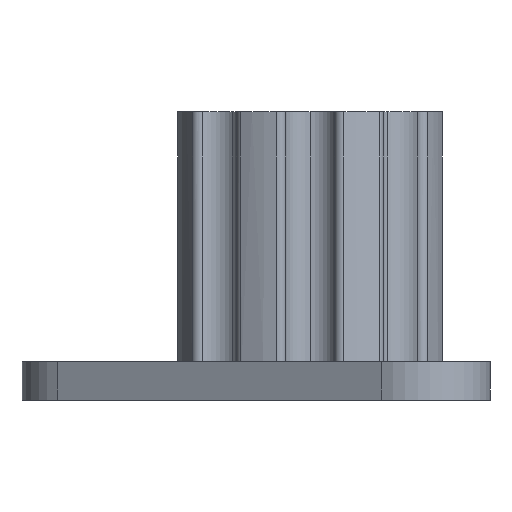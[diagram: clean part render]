
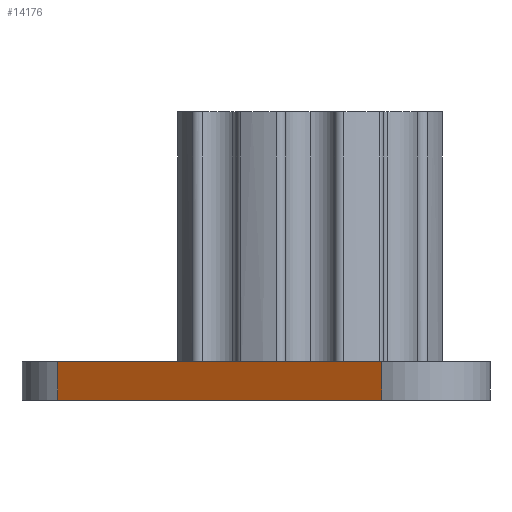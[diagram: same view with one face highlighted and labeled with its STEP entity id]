
A CAD part, front view. The second image highlights one B-rep face of the part: STEP entity #14176.
In plain terms, the highlighted planar face has unit normal (-0.5, -0.866, 0).
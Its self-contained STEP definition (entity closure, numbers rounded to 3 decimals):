
#6284 = PLANE('',#6285);
#6285 = AXIS2_PLACEMENT_3D('',#6286,#6287,#6288);
#6286 = CARTESIAN_POINT('',(38.1,0.,5.08));
#6287 = DIRECTION('',(0.,0.,1.));
#6288 = DIRECTION('',(1.,0.,0.));
#13511 = VERTEX_POINT('',#13512);
#13512 = CARTESIAN_POINT('',(-33.375,-8.198,5.08));
#13533 = CYLINDRICAL_SURFACE('',#13534,9.5);
#13534 = AXIS2_PLACEMENT_3D('',#13535,#13536,#13537);
#13535 = CARTESIAN_POINT('',(-28.575,0.,0.));
#13536 = DIRECTION('',(0.,0.,-1.));
#13537 = DIRECTION('',(1.,0.,0.));
#13545 = EDGE_CURVE('',#13546,#13511,#13548,.T.);
#13546 = VERTEX_POINT('',#13547);
#13547 = CARTESIAN_POINT('',(9.485,-32.943,5.08));
#13548 = SURFACE_CURVE('',#13549,(#13553,#13559),.PCURVE_S1.);
#13549 = LINE('',#13550,#13551);
#13550 = CARTESIAN_POINT('',(-8.347,-22.648,5.08));
#13551 = VECTOR('',#13552,1.);
#13552 = DIRECTION('',(-0.866,0.5,0.));
#13553 = PCURVE('',#6284,#13554);
#13554 = DEFINITIONAL_REPRESENTATION('',(#13555),#13558);
#13555 = B_SPLINE_CURVE_WITH_KNOTS('',1,(#13556,#13557),.UNSPECIFIED.,
  .F.,.F.,(2,2),(-25.539,33.849),
  .PIECEWISE_BEZIER_KNOTS.);
#13556 = CARTESIAN_POINT('',(-24.329,-35.418));
#13557 = CARTESIAN_POINT('',(-75.761,-5.724));
#13558 = ( GEOMETRIC_REPRESENTATION_CONTEXT(2) 
PARAMETRIC_REPRESENTATION_CONTEXT() REPRESENTATION_CONTEXT('2D SPACE',''
  ) );
#13559 = PCURVE('',#13560,#13565);
#13560 = PLANE('',#13561);
#13561 = AXIS2_PLACEMENT_3D('',#13562,#13563,#13564);
#13562 = CARTESIAN_POINT('',(-33.375,-8.198,0.));
#13563 = DIRECTION('',(0.5,0.866,0.));
#13564 = DIRECTION('',(0.866,-0.5,0.));
#13565 = DEFINITIONAL_REPRESENTATION('',(#13566),#13569);
#13566 = B_SPLINE_CURVE_WITH_KNOTS('',1,(#13567,#13568),.UNSPECIFIED.,
  .F.,.F.,(2,2),(-25.539,33.849),
  .PIECEWISE_BEZIER_KNOTS.);
#13567 = CARTESIAN_POINT('',(54.439,-5.08));
#13568 = CARTESIAN_POINT('',(-4.949,-5.08));
#13569 = ( GEOMETRIC_REPRESENTATION_CONTEXT(2) 
PARAMETRIC_REPRESENTATION_CONTEXT() REPRESENTATION_CONTEXT('2D SPACE',''
  ) );
#13592 = CYLINDRICAL_SURFACE('',#13593,9.5);
#13593 = AXIS2_PLACEMENT_3D('',#13594,#13595,#13596);
#13594 = CARTESIAN_POINT('',(14.288,-24.747,0.));
#13595 = DIRECTION('',(0.,0.,-1.));
#13596 = DIRECTION('',(1.,0.,0.));
#13894 = VERTEX_POINT('',#13895);
#13895 = CARTESIAN_POINT('',(-33.375,-8.198,0.));
#13912 = PLANE('',#13913);
#13913 = AXIS2_PLACEMENT_3D('',#13914,#13915,#13916);
#13914 = CARTESIAN_POINT('',(38.1,0.,0.));
#13915 = DIRECTION('',(0.,0.,1.));
#13916 = DIRECTION('',(1.,0.,0.));
#13928 = EDGE_CURVE('',#13894,#13511,#13929,.T.);
#13929 = SURFACE_CURVE('',#13930,(#13934,#13941),.PCURVE_S1.);
#13930 = LINE('',#13931,#13932);
#13931 = CARTESIAN_POINT('',(-33.375,-8.198,0.));
#13932 = VECTOR('',#13933,1.);
#13933 = DIRECTION('',(0.,0.,1.));
#13934 = PCURVE('',#13533,#13935);
#13935 = DEFINITIONAL_REPRESENTATION('',(#13936),#13940);
#13936 = LINE('',#13937,#13938);
#13937 = CARTESIAN_POINT('',(2.1,0.));
#13938 = VECTOR('',#13939,1.);
#13939 = DIRECTION('',(0.,-1.));
#13940 = ( GEOMETRIC_REPRESENTATION_CONTEXT(2) 
PARAMETRIC_REPRESENTATION_CONTEXT() REPRESENTATION_CONTEXT('2D SPACE',''
  ) );
#13941 = PCURVE('',#13560,#13942);
#13942 = DEFINITIONAL_REPRESENTATION('',(#13943),#13947);
#13943 = LINE('',#13944,#13945);
#13944 = CARTESIAN_POINT('',(0.,0.));
#13945 = VECTOR('',#13946,1.);
#13946 = DIRECTION('',(0.,-1.));
#13947 = ( GEOMETRIC_REPRESENTATION_CONTEXT(2) 
PARAMETRIC_REPRESENTATION_CONTEXT() REPRESENTATION_CONTEXT('2D SPACE',''
  ) );
#14127 = VERTEX_POINT('',#14128);
#14128 = CARTESIAN_POINT('',(9.485,-32.943,0.));
#14156 = EDGE_CURVE('',#14127,#13546,#14157,.T.);
#14157 = SURFACE_CURVE('',#14158,(#14162,#14169),.PCURVE_S1.);
#14158 = LINE('',#14159,#14160);
#14159 = CARTESIAN_POINT('',(9.485,-32.943,0.));
#14160 = VECTOR('',#14161,1.);
#14161 = DIRECTION('',(0.,0.,1.));
#14162 = PCURVE('',#13592,#14163);
#14163 = DEFINITIONAL_REPRESENTATION('',(#14164),#14168);
#14164 = LINE('',#14165,#14166);
#14165 = CARTESIAN_POINT('',(2.101,0.));
#14166 = VECTOR('',#14167,1.);
#14167 = DIRECTION('',(0.,-1.));
#14168 = ( GEOMETRIC_REPRESENTATION_CONTEXT(2) 
PARAMETRIC_REPRESENTATION_CONTEXT() REPRESENTATION_CONTEXT('2D SPACE',''
  ) );
#14169 = PCURVE('',#13560,#14170);
#14170 = DEFINITIONAL_REPRESENTATION('',(#14171),#14175);
#14171 = LINE('',#14172,#14173);
#14172 = CARTESIAN_POINT('',(49.49,0.));
#14173 = VECTOR('',#14174,1.);
#14174 = DIRECTION('',(0.,-1.));
#14175 = ( GEOMETRIC_REPRESENTATION_CONTEXT(2) 
PARAMETRIC_REPRESENTATION_CONTEXT() REPRESENTATION_CONTEXT('2D SPACE',''
  ) );
#14176 = ADVANCED_FACE('',(#14177),#13560,.F.);
#14177 = FACE_BOUND('',#14178,.F.);
#14178 = EDGE_LOOP('',(#14179,#14200,#14201,#14202));
#14179 = ORIENTED_EDGE('',*,*,#14180,.F.);
#14180 = EDGE_CURVE('',#13894,#14127,#14181,.T.);
#14181 = SURFACE_CURVE('',#14182,(#14186,#14193),.PCURVE_S1.);
#14182 = LINE('',#14183,#14184);
#14183 = CARTESIAN_POINT('',(-33.375,-8.198,0.));
#14184 = VECTOR('',#14185,1.);
#14185 = DIRECTION('',(0.866,-0.5,0.));
#14186 = PCURVE('',#13560,#14187);
#14187 = DEFINITIONAL_REPRESENTATION('',(#14188),#14192);
#14188 = LINE('',#14189,#14190);
#14189 = CARTESIAN_POINT('',(0.,0.));
#14190 = VECTOR('',#14191,1.);
#14191 = DIRECTION('',(1.,0.));
#14192 = ( GEOMETRIC_REPRESENTATION_CONTEXT(2) 
PARAMETRIC_REPRESENTATION_CONTEXT() REPRESENTATION_CONTEXT('2D SPACE',''
  ) );
#14193 = PCURVE('',#13912,#14194);
#14194 = DEFINITIONAL_REPRESENTATION('',(#14195),#14199);
#14195 = LINE('',#14196,#14197);
#14196 = CARTESIAN_POINT('',(-71.475,-8.198));
#14197 = VECTOR('',#14198,1.);
#14198 = DIRECTION('',(0.866,-0.5));
#14199 = ( GEOMETRIC_REPRESENTATION_CONTEXT(2) 
PARAMETRIC_REPRESENTATION_CONTEXT() REPRESENTATION_CONTEXT('2D SPACE',''
  ) );
#14200 = ORIENTED_EDGE('',*,*,#13928,.T.);
#14201 = ORIENTED_EDGE('',*,*,#13545,.F.);
#14202 = ORIENTED_EDGE('',*,*,#14156,.F.);
